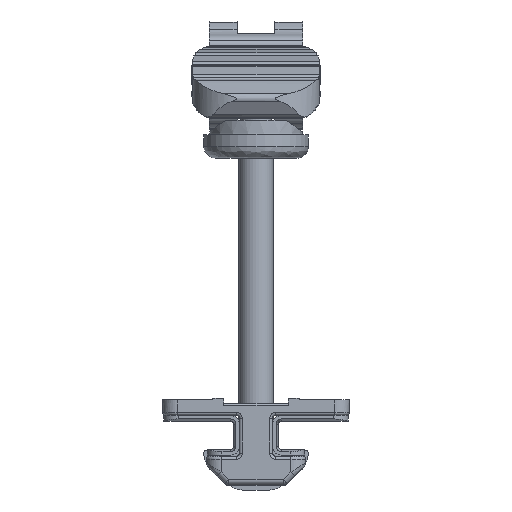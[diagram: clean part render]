
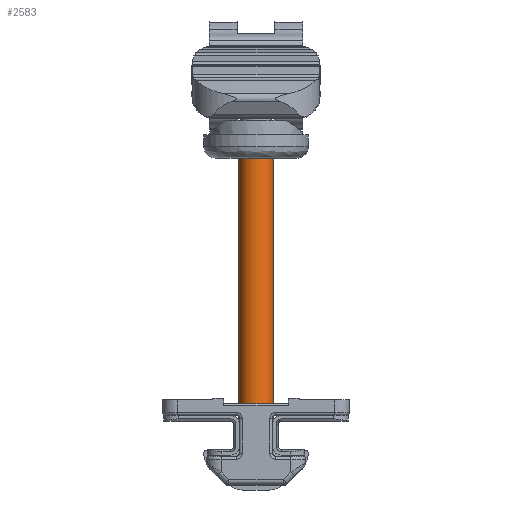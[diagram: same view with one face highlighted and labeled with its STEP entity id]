
A CAD part, front view. The second image highlights one B-rep face of the part: STEP entity #2583.
In plain terms, the highlighted cylindrical face has radius 3 mm (diameter 6 mm), a full revolution.
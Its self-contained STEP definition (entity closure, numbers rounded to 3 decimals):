
#417 = FACE_OUTER_BOUND ( 'NONE', #11094, .T. ) ;
#753 = CIRCLE ( 'NONE', #14439, 3. ) ;
#760 = DIRECTION ( 'NONE',  ( 0., 0., -1. ) ) ;
#1222 = CIRCLE ( 'NONE', #3319, 3. ) ;
#1702 = EDGE_LOOP ( 'NONE', ( #23664 ) ) ;
#2583 = ADVANCED_FACE ( 'NONE', ( #417, #9638 ), #12236, .T. ) ;
#3319 = AXIS2_PLACEMENT_3D ( 'NONE', #3540, #16387, #5388 ) ;
#3540 = CARTESIAN_POINT ( 'NONE',  ( 0., -14., 0. ) ) ;
#4260 = CARTESIAN_POINT ( 'NONE',  ( 0., -68., -3. ) ) ;
#5388 = DIRECTION ( 'NONE',  ( 0., 0., 1. ) ) ;
#6253 = AXIS2_PLACEMENT_3D ( 'NONE', #18788, #9663, #17008 ) ;
#8231 = EDGE_CURVE ( 'NONE', #22214, #22214, #1222, .T. ) ;
#9638 = FACE_OUTER_BOUND ( 'NONE', #1702, .T. ) ;
#9663 = DIRECTION ( 'NONE',  ( 0., 1., 0. ) ) ;
#11094 = EDGE_LOOP ( 'NONE', ( #17214 ) ) ;
#11810 = DIRECTION ( 'NONE',  ( 0., 1., 0. ) ) ;
#12236 = CYLINDRICAL_SURFACE ( 'NONE', #6253, 3. ) ;
#14439 = AXIS2_PLACEMENT_3D ( 'NONE', #22732, #11810, #760 ) ;
#15027 = VERTEX_POINT ( 'NONE', #4260 ) ;
#16387 = DIRECTION ( 'NONE',  ( 0., -1., 0. ) ) ;
#17008 = DIRECTION ( 'NONE',  ( 0., 0., 1. ) ) ;
#17214 = ORIENTED_EDGE ( 'NONE', *, *, #19936, .T. ) ;
#18788 = CARTESIAN_POINT ( 'NONE',  ( 0., -64., 0. ) ) ;
#19936 = EDGE_CURVE ( 'NONE', #15027, #15027, #753, .T. ) ;
#20634 = CARTESIAN_POINT ( 'NONE',  ( 0., -14., 3. ) ) ;
#22214 = VERTEX_POINT ( 'NONE', #20634 ) ;
#22732 = CARTESIAN_POINT ( 'NONE',  ( 0., -68., 0. ) ) ;
#23664 = ORIENTED_EDGE ( 'NONE', *, *, #8231, .T. ) ;
